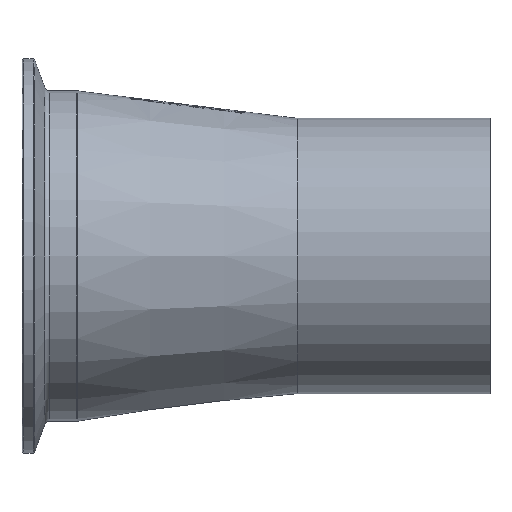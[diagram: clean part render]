
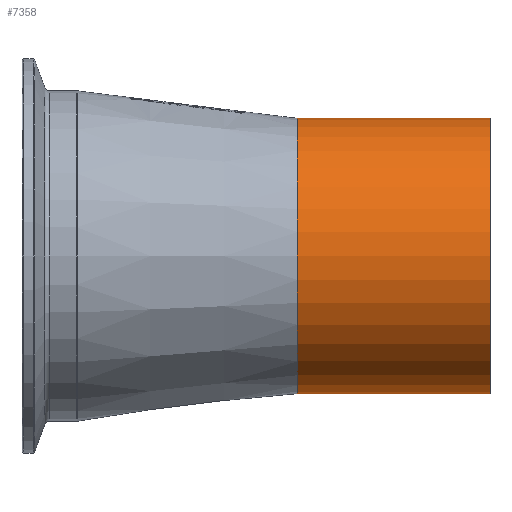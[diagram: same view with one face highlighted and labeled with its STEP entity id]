
A CAD part, front view. The second image highlights one B-rep face of the part: STEP entity #7358.
In plain terms, the highlighted cylindrical face has radius 31.75 mm (diameter 63.5 mm), a full revolution.
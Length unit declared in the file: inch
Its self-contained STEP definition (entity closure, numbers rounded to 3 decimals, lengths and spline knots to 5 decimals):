
#17=CYLINDRICAL_SURFACE('',#7761,1.25);
#123=FACE_BOUND('',#1352,.T.);
#889=FACE_OUTER_BOUND('',#1351,.T.);
#1351=EDGE_LOOP('',(#6868));
#1352=EDGE_LOOP('',(#6869));
#2474=CIRCLE('',#7710,1.25);
#2496=CIRCLE('',#7762,1.25);
#3600=VERTEX_POINT('',#16284);
#3622=VERTEX_POINT('',#16358);
#4683=EDGE_CURVE('',#3600,#3600,#2474,.T.);
#4705=EDGE_CURVE('',#3622,#3622,#2496,.T.);
#6868=ORIENTED_EDGE('',*,*,#4683,.T.);
#6869=ORIENTED_EDGE('',*,*,#4705,.F.);
#7358=ADVANCED_FACE('',(#889,#123),#17,.T.);
#7710=AXIS2_PLACEMENT_3D('',#16285,#8955,#8956);
#7761=AXIS2_PLACEMENT_3D('',#16357,#9057,#9058);
#7762=AXIS2_PLACEMENT_3D('',#16359,#9059,#9060);
#8955=DIRECTION('center_axis',(1.,0.,0.));
#8956=DIRECTION('ref_axis',(0.,0.,
-1.));
#9057=DIRECTION('center_axis',(-1.,0.,0.));
#9058=DIRECTION('ref_axis',(0.,0.,
-1.));
#9059=DIRECTION('center_axis',(1.,0.,0.));
#9060=DIRECTION('ref_axis',(0.,0.,
-1.));
#16284=CARTESIAN_POINT('',(2.5,0.,1.25));
#16285=CARTESIAN_POINT('Origin',(2.5,0.,0.));
#16357=CARTESIAN_POINT('Origin',(4.25,0.,0.));
#16358=CARTESIAN_POINT('',(4.25,0.,1.25));
#16359=CARTESIAN_POINT('Origin',(4.25,0.,0.));
